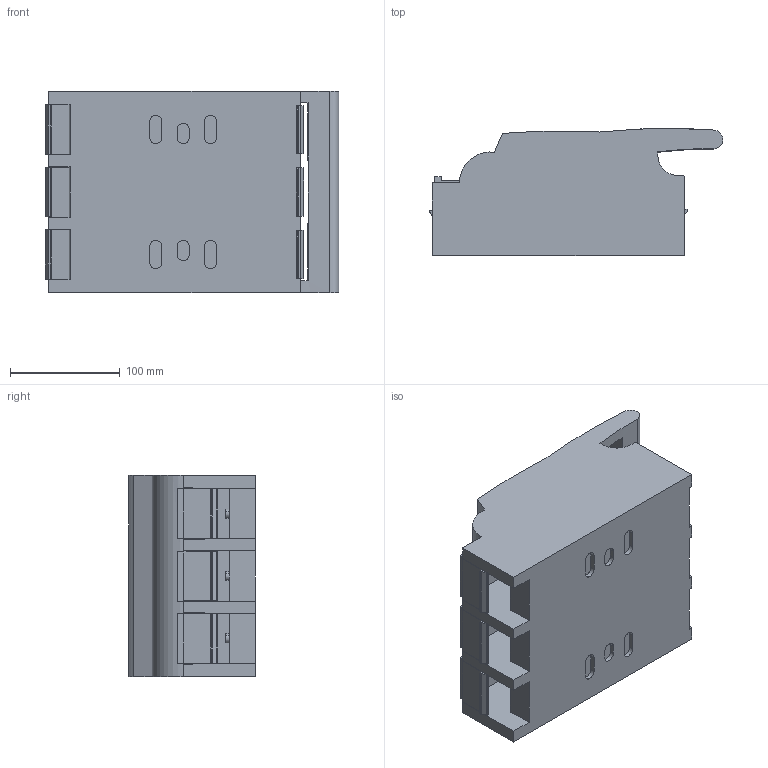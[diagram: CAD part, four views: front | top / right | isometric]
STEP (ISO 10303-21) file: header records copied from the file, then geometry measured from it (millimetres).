
FILE_DESCRIPTION((''),'2;1');
FILE_NAME('ASM0004_SW0001','2017-08-28T',('FITOJOE1'),(''),'CREO PARAMETRIC BY PTC INC, 2016380','CREO PARAMETRIC BY PTC INC, 2016380','');
FILE_SCHEMA(('CONFIG_CONTROL_DESIGN'));
Length unit declared in the file: millimetre
Products named in the file (1): ASM0004_SW0001
Bounding box: 268.02 x 115.77 x 184 mm (x, y, z)
Volume: 3707202.9 mm3; surface area: 269887.9 mm2
Topology: 1 solids, 1 shells, 310 faces, 798 edges, 522 vertices
Faces by surface type: plane 233, cylinder 77
Entity records: 9549 total; most frequent: CARTESIAN_POINT 1837, ORIENTED_EDGE 1596, DIRECTION 1548, EDGE_CURVE 798, VECTOR 606, LINE 606, VERTEX_POINT 522, AXIS2_PLACEMENT_3D 471
